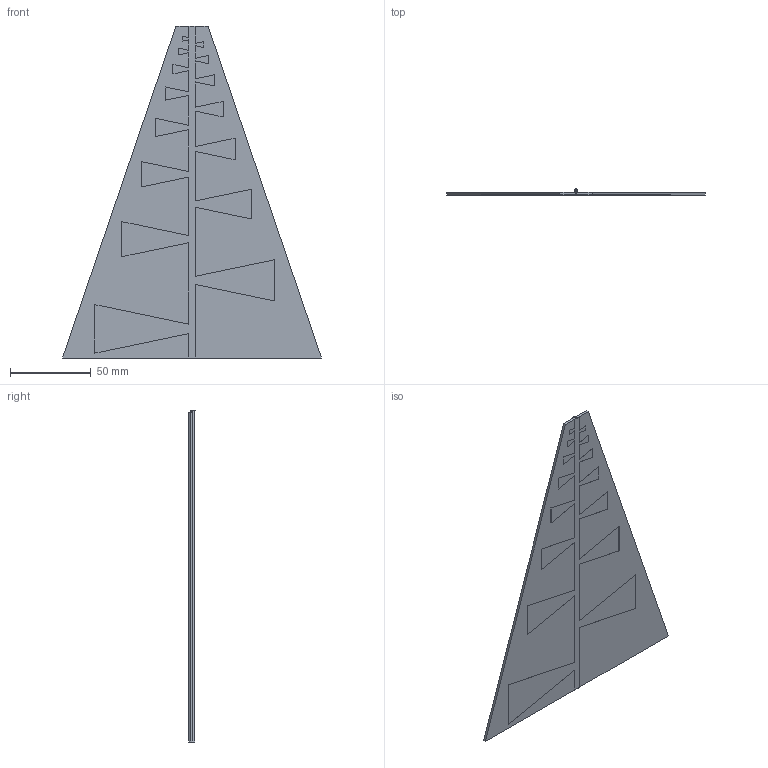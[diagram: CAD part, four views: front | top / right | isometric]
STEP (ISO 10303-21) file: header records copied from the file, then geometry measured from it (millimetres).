
FILE_DESCRIPTION(('STEP AP242'),'1');
FILE_NAME('LOG_PERIOD.stp','2026-01-03T19:17:20',('Andrzej'),(' '),'Spatial InterOp 3D','CST ACIS InterOp Converter 2025',' ');
FILE_SCHEMA(('AP242_MANAGED_MODEL_BASED_3D_ENGINEERING_MIM_LF {1 0 10303 442 1 1 4}'));
Length unit declared in the file: millimetre
Products named in the file (1): component1|BOTTOM_RAD
Bounding box: 160 x 3.9 x 205.3 mm (x, y, z)
Volume: 28688.2 mm3; surface area: 59703.8 mm2
Topology: 4 solids, 5 shells, 164 faces, 464 edges, 308 vertices
Faces by surface type: plane 147, cylinder 11, bspline 6
Entity records: 6633 total; most frequent: CARTESIAN_POINT 2331, ORIENTED_EDGE 924, DIRECTION 799, EDGE_CURVE 464, LINE 415, VECTOR 415, VERTEX_POINT 308, AXIS2_PLACEMENT_3D 192
